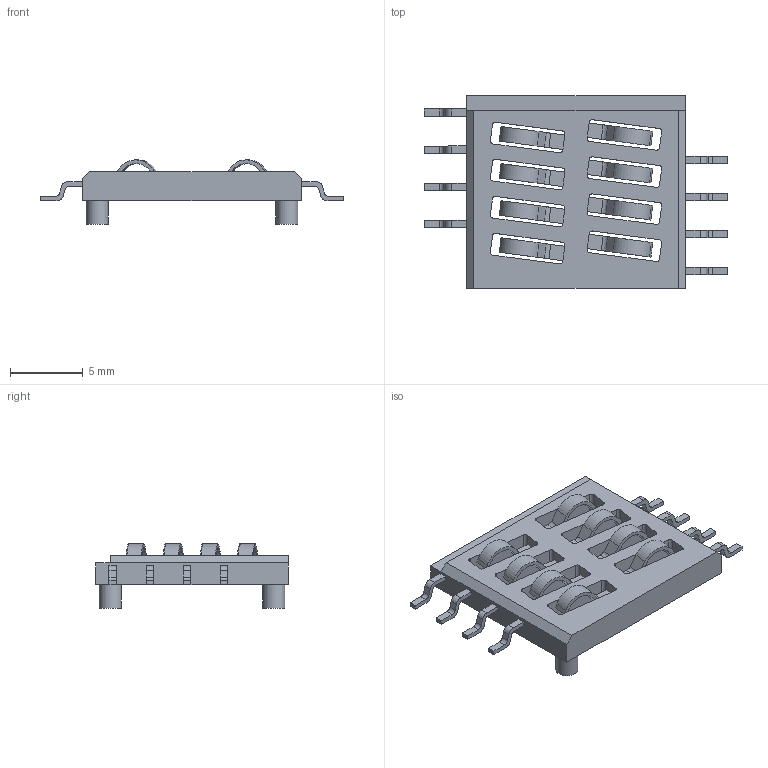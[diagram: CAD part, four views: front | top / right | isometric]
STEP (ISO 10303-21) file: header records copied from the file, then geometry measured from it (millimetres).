
FILE_DESCRIPTION(('FreeCAD Model'),'2;1');
FILE_NAME(',/Amphenol_C707_10M006_052_2.stp','2020-08-01T18:51:50',(''),(''), 'Open CASCADE STEP processor 7.3','FreeCAD','Unknown');
FILE_SCHEMA(('AUTOMOTIVE_DESIGN { 1 0 10303 214 1 1 1 1 }'));
Length unit declared in the file: millimetre
Products named in the file (18): Amphenol_C707_10M006_052_2; PlasticBlock_Body; Pin1; Pin2; Pin3; Pin4; Pin5; Pin6; Pin7; Pin8; SpringContact5; SpringContact6; SpringContact7; SpringContact8; SpringContact1; SpringContact2; SpringContact3; SpringContact4
Assembly tree (17 placements, depth 2):
  Amphenol_C707_10M006_052_2
    PlasticBlock_Body
    Pin1
    Pin2
    Pin3
    Pin4
    Pin5
    Pin6
    Pin7
    Pin8
    SpringContact5
    SpringContact6
    SpringContact7
    SpringContact8
    SpringContact1
    SpringContact2
    SpringContact3
    SpringContact4
Bounding box: 20.8 x 13.2 x 4.4 mm (x, y, z)
Volume: 288.6 mm3; surface area: 776.1 mm2
Topology: 17 solids, 17 shells, 302 faces, 796 edges, 530 vertices
Faces by surface type: plane 204, cylinder 98
Full cylindrical faces by diameter (mm): 1.5 x2
Entity records: 9808 total; most frequent: CARTESIAN_POINT 1646, DIRECTION 1632, ORIENTED_EDGE 1592, EDGE_CURVE 796, LINE 600, VECTOR 600, VERTEX_POINT 530, AXIS2_PLACEMENT_3D 516
